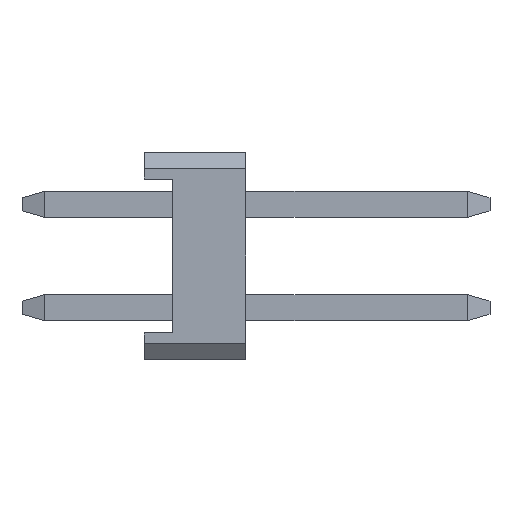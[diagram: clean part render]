
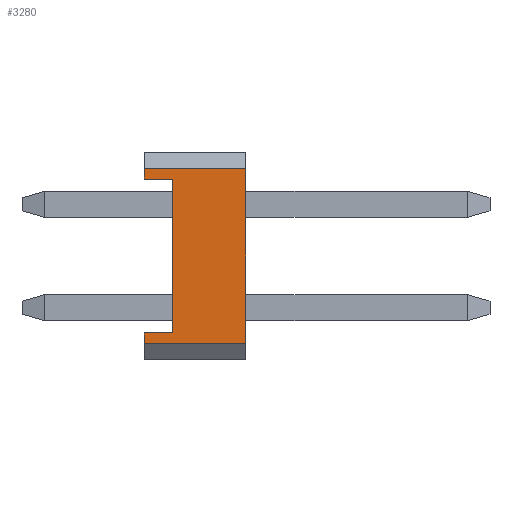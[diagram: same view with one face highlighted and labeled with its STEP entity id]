
A CAD part, left-side view. The second image highlights one B-rep face of the part: STEP entity #3280.
In plain terms, the highlighted planar face has unit normal (-1, 0, 0).
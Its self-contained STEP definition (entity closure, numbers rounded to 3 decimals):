
#1378=VERTEX_POINT('',#3744);
#1486=VERTEX_POINT('',#3866);
#1510=VERTEX_POINT('',#3893);
#1732=EDGE_CURVE('',#1510,#1486,#4132,.T.);
#1816=EDGE_CURVE('',#2032,#1510,#4227,.T.);
#1902=VERTEX_POINT('',#4320);
#1972=EDGE_CURVE('',#3054,#2032,#4399,.T.);
#2032=VERTEX_POINT('',#4466);
#2366=EDGE_CURVE('',#3418,#3054,#4833,.T.);
#2488=VERTEX_POINT('',#4961);
#2622=EDGE_CURVE('',#1378,#3418,#5103,.T.);
#3000=EDGE_CURVE('',#1486,#2488,#5524,.T.);
#3054=VERTEX_POINT('',#5585);
#3124=EDGE_CURVE('',#1378,#1902,#5664,.T.);
#3214=EDGE_CURVE('',#2488,#1902,#5764,.T.);
#3280=ADVANCED_FACE('',(#5838),#5839,.T.);
#3418=VERTEX_POINT('',#5998);
#3744=CARTESIAN_POINT('',(-6.35,0.,2.147));
#3866=CARTESIAN_POINT('',(-6.35,0.,-2.147));
#3893=CARTESIAN_POINT('',(-6.35,0.,-1.89));
#4132=LINE('',#6990,#6991);
#4227=LINE('',#7125,#7126);
#4320=CARTESIAN_POINT('',(-6.35,-2.5,2.147));
#4399=LINE('',#7373,#7374);
#4466=CARTESIAN_POINT('',(-6.35,-0.7,-1.89));
#4833=LINE('',#8003,#8004);
#4961=CARTESIAN_POINT('',(-6.35,-2.5,-2.147));
#5103=LINE('',#8411,#8412);
#5524=LINE('',#9014,#9015);
#5585=CARTESIAN_POINT('',(-6.35,-0.7,1.89));
#5664=LINE('',#9204,#9205);
#5764=LINE('',#9354,#9355);
#5838=FACE_OUTER_BOUND('',#9459,.T.);
#5839=PLANE('',#9460);
#5998=CARTESIAN_POINT('',(-6.35,0.,1.89));
#6990=CARTESIAN_POINT('',(-6.35,0.,2.147));
#6991=VECTOR('',#10464,1.0);
#7125=CARTESIAN_POINT('',(-6.35,0.075,-1.89));
#7126=VECTOR('',#10572,1.0);
#7373=CARTESIAN_POINT('',(-6.35,-0.7,-1.073));
#7374=VECTOR('',#10739,1.0);
#8003=CARTESIAN_POINT('',(-6.35,0.075,1.89));
#8004=VECTOR('',#11169,1.0);
#8411=CARTESIAN_POINT('',(-6.35,0.,2.147));
#8412=VECTOR('',#11355,1.0);
#9014=CARTESIAN_POINT('',(-6.35,0.,-2.147));
#9015=VECTOR('',#11798,1.0);
#9204=CARTESIAN_POINT('',(-6.35,0.,2.147));
#9205=VECTOR('',#11957,1.0);
#9354=CARTESIAN_POINT('',(-6.35,-2.5,2.147));
#9355=VECTOR('',#12063,1.0);
#9459=EDGE_LOOP('',(#12144,#12145,#12146,#12147,#12148,#12149,#12150,#12151));
#9460=AXIS2_PLACEMENT_3D('',#12152,#12153,#12154);
#10464=DIRECTION('',(0.0,0.,-1.0));
#10572=DIRECTION('',(0.0,1.0,0.));
#10739=DIRECTION('',(0.0,0.,-1.0));
#11169=DIRECTION('',(0.0,-1.0,0.));
#11355=DIRECTION('',(0.0,0.,-1.0));
#11798=DIRECTION('',(0.0,-1.0,0.));
#11957=DIRECTION('',(0.0,-1.0,0.));
#12063=DIRECTION('',(0.0,0.,1.0));
#12144=ORIENTED_EDGE('',*,*,#1816,.T.);
#12145=ORIENTED_EDGE('',*,*,#1732,.T.);
#12146=ORIENTED_EDGE('',*,*,#3000,.T.);
#12147=ORIENTED_EDGE('',*,*,#3214,.T.);
#12148=ORIENTED_EDGE('',*,*,#3124,.F.);
#12149=ORIENTED_EDGE('',*,*,#2622,.T.);
#12150=ORIENTED_EDGE('',*,*,#2366,.T.);
#12151=ORIENTED_EDGE('',*,*,#1972,.T.);
#12152=CARTESIAN_POINT('',(-6.35,0.,-2.147));
#12153=DIRECTION('',(-1.0,0.0,0.0));
#12154=DIRECTION('',(0.0,0.,-1.0));
